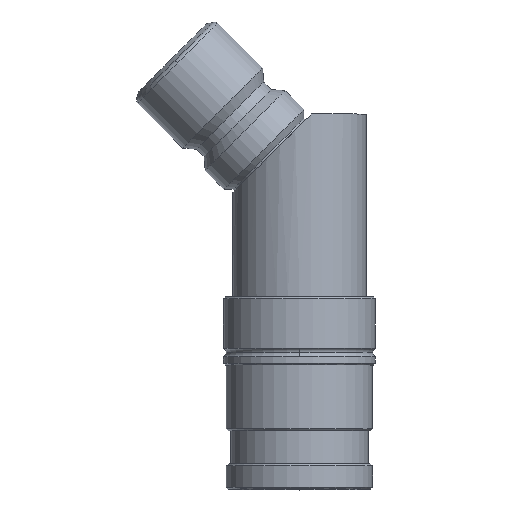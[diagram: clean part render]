
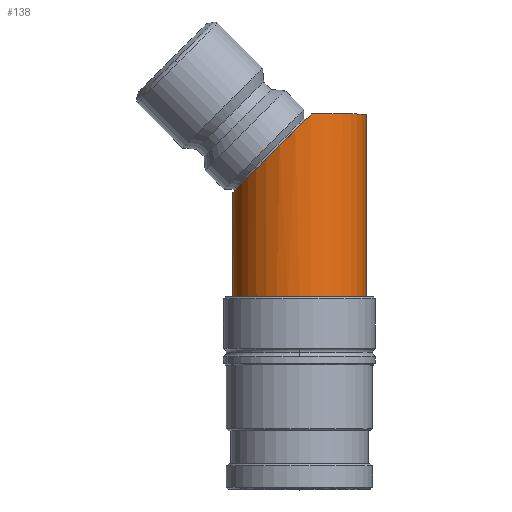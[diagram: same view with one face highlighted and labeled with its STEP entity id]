
A CAD part, top view. The second image highlights one B-rep face of the part: STEP entity #138.
In plain terms, the highlighted cylindrical face has radius 8 mm (diameter 16 mm), a partial arc.
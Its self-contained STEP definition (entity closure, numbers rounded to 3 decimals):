
#138=ADVANCED_FACE('',(#315),#316,.T.);
#315=FACE_OUTER_BOUND('',#535,.T.);
#316=CYLINDRICAL_SURFACE('',#536,8.0);
#535=EDGE_LOOP('',(#871,#872,#873,#874,#875));
#536=AXIS2_PLACEMENT_3D('',#876,#877,#878);
#871=ORIENTED_EDGE('',*,*,#1320,.F.);
#872=ORIENTED_EDGE('',*,*,#1356,.F.);
#873=ORIENTED_EDGE('',*,*,#1323,.F.);
#874=ORIENTED_EDGE('',*,*,#1357,.F.);
#875=ORIENTED_EDGE('',*,*,#1358,.T.);
#876=CARTESIAN_POINT('',(0.0,34.05,0.0));
#877=DIRECTION('',(0.0,1.0,0.0));
#878=DIRECTION('',(-1.0,0.0,0.));
#1320=EDGE_CURVE('',#1586,#1587,#1588,.T.);
#1323=EDGE_CURVE('',#1591,#1593,#1594,.T.);
#1356=EDGE_CURVE('',#1593,#1586,#1640,.T.);
#1357=EDGE_CURVE('',#1641,#1591,#1642,.T.);
#1358=EDGE_CURVE('',#1641,#1587,#1643,.T.);
#1586=VERTEX_POINT('',#2039);
#1587=VERTEX_POINT('',#2040);
#1588=LINE('',#2041,#2042);
#1591=VERTEX_POINT('',#2045);
#1593=VERTEX_POINT('',#2047);
#1594=LINE('',#2048,#2049);
#1640=CIRCLE('',#2105,8.0);
#1641=VERTEX_POINT('',#2106);
#1642=CIRCLE('',#2107,8.0);
#1643=ELLIPSE('',#2108,11.314,8.0);
#2039=CARTESIAN_POINT('',(-8.0,23.1,0.));
#2040=CARTESIAN_POINT('',(-8.0,35.586,0.));
#2041=CARTESIAN_POINT('',(-8.0,34.05,0.));
#2042=VECTOR('',#2527,1.0);
#2045=CARTESIAN_POINT('',(8.0,45.0,0.));
#2047=CARTESIAN_POINT('',(8.0,23.1,0.));
#2048=CARTESIAN_POINT('',(8.0,34.05,0.));
#2049=VECTOR('',#2534,1.0);
#2105=AXIS2_PLACEMENT_3D('',#2584,#2585,#2586);
#2106=CARTESIAN_POINT('',(1.414,45.0,7.874));
#2107=AXIS2_PLACEMENT_3D('',#2587,#2588,#2589);
#2108=AXIS2_PLACEMENT_3D('',#2590,#2591,#2592);
#2527=DIRECTION('',(0.0,1.0,0.0));
#2534=DIRECTION('',(-0.0,-1.0,-0.0));
#2584=CARTESIAN_POINT('',(0.0,23.1,0.0));
#2585=DIRECTION('',(0.,-1.0,0.));
#2586=DIRECTION('',(-1.0,0.,0.));
#2587=CARTESIAN_POINT('',(0.0,45.0,0.0));
#2588=DIRECTION('',(0.0,1.0,0.0));
#2589=DIRECTION('',(-1.0,0.0,0.));
#2590=CARTESIAN_POINT('',(0.0,43.586,0.0));
#2591=DIRECTION('',(0.707,-0.707,0.));
#2592=DIRECTION('',(-0.707,-0.707,0.));
